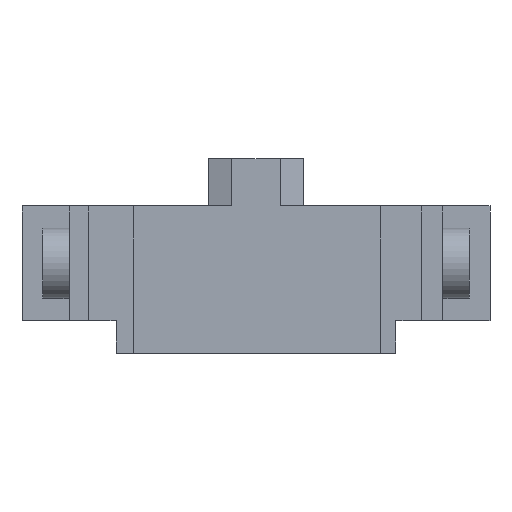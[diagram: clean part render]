
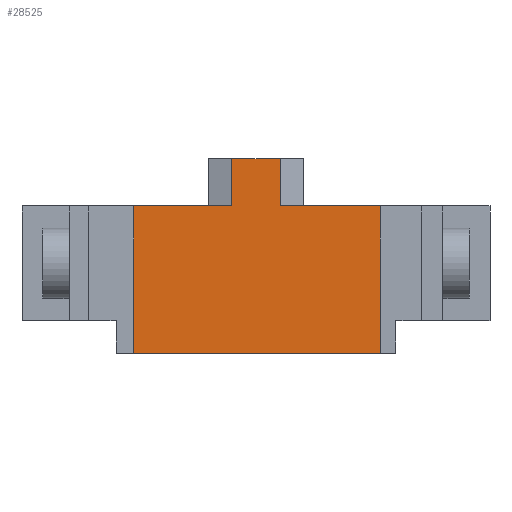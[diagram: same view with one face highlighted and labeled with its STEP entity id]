
A CAD part, front view. The second image highlights one B-rep face of the part: STEP entity #28525.
In plain terms, the highlighted planar face has unit normal (0, -1, 0).
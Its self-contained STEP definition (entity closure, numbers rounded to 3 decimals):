
#2927 = PLANE('',#2928);
#2928 = AXIS2_PLACEMENT_3D('',#2929,#2930,#2931);
#2929 = CARTESIAN_POINT('',(-15.9,-32.,3.4));
#2930 = DIRECTION('',(0.,0.,1.));
#2931 = DIRECTION('',(1.,0.,-0.));
#3792 = PLANE('',#3793);
#3793 = AXIS2_PLACEMENT_3D('',#3794,#3795,#3796);
#3794 = CARTESIAN_POINT('',(8.45,-31.4,3.4));
#3795 = DIRECTION('',(-1.,0.,0.));
#3796 = DIRECTION('',(0.,-1.,0.));
#3820 = PLANE('',#3821);
#3821 = AXIS2_PLACEMENT_3D('',#3822,#3823,#3824);
#3822 = CARTESIAN_POINT('',(-12.7,-31.9,-6.6));
#3823 = DIRECTION('',(0.,0.,-1.));
#3824 = DIRECTION('',(0.,1.,0.));
#5073 = PLANE('',#5074);
#5074 = AXIS2_PLACEMENT_3D('',#5075,#5076,#5077);
#5075 = CARTESIAN_POINT('',(-8.3,-31.3,3.4));
#5076 = DIRECTION('',(-1.,0.,0.));
#5077 = DIRECTION('',(0.,-1.,0.));
#5101 = PLANE('',#5102);
#5102 = AXIS2_PLACEMENT_3D('',#5103,#5104,#5105);
#5103 = CARTESIAN_POINT('',(-15.9,-32.,3.4));
#5104 = DIRECTION('',(0.,0.,1.));
#5105 = DIRECTION('',(1.,0.,-0.));
#7868 = VERTEX_POINT('',#7869);
#7869 = CARTESIAN_POINT('',(1.65,-31.9,3.4));
#7885 = PLANE('',#7886);
#7886 = AXIS2_PLACEMENT_3D('',#7887,#7888,#7889);
#7887 = CARTESIAN_POINT('',(2.45,-31.667,3.4));
#7888 = DIRECTION('',(0.28,-0.96,0.));
#7889 = DIRECTION('',(0.,0.,-1.));
#7897 = EDGE_CURVE('',#7898,#7868,#7900,.T.);
#7898 = VERTEX_POINT('',#7899);
#7899 = CARTESIAN_POINT('',(8.45,-31.9,3.4));
#7900 = SURFACE_CURVE('',#7901,(#7905,#7912),.PCURVE_S1.);
#7901 = LINE('',#7902,#7903);
#7902 = CARTESIAN_POINT('',(12.7,-31.9,3.4));
#7903 = VECTOR('',#7904,1.);
#7904 = DIRECTION('',(-1.,0.,0.));
#7905 = PCURVE('',#2927,#7906);
#7906 = DEFINITIONAL_REPRESENTATION('',(#7907),#7911);
#7907 = LINE('',#7908,#7909);
#7908 = CARTESIAN_POINT('',(28.6,0.1));
#7909 = VECTOR('',#7910,1.);
#7910 = DIRECTION('',(-1.,0.));
#7911 = ( GEOMETRIC_REPRESENTATION_CONTEXT(2) 
PARAMETRIC_REPRESENTATION_CONTEXT() REPRESENTATION_CONTEXT('2D SPACE',''
  ) );
#7912 = PCURVE('',#7913,#7918);
#7913 = PLANE('',#7914);
#7914 = AXIS2_PLACEMENT_3D('',#7915,#7916,#7917);
#7915 = CARTESIAN_POINT('',(9.5,-31.9,-6.6));
#7916 = DIRECTION('',(0.,1.,0.));
#7917 = DIRECTION('',(0.,0.,1.));
#7918 = DEFINITIONAL_REPRESENTATION('',(#7919),#7923);
#7919 = LINE('',#7920,#7921);
#7920 = CARTESIAN_POINT('',(10.,3.2));
#7921 = VECTOR('',#7922,1.);
#7922 = DIRECTION('',(0.,-1.));
#7923 = ( GEOMETRIC_REPRESENTATION_CONTEXT(2) 
PARAMETRIC_REPRESENTATION_CONTEXT() REPRESENTATION_CONTEXT('2D SPACE',''
  ) );
#13072 = VERTEX_POINT('',#13073);
#13073 = CARTESIAN_POINT('',(-8.3,-31.9,-6.6));
#13104 = VERTEX_POINT('',#13105);
#13105 = CARTESIAN_POINT('',(8.45,-31.9,-6.6));
#13126 = EDGE_CURVE('',#13104,#13072,#13127,.T.);
#13127 = SURFACE_CURVE('',#13128,(#13132,#13139),.PCURVE_S1.);
#13128 = LINE('',#13129,#13130);
#13129 = CARTESIAN_POINT('',(8.45,-31.9,-6.6));
#13130 = VECTOR('',#13131,1.);
#13131 = DIRECTION('',(-1.,0.,0.));
#13132 = PCURVE('',#3820,#13133);
#13133 = DEFINITIONAL_REPRESENTATION('',(#13134),#13138);
#13134 = LINE('',#13135,#13136);
#13135 = CARTESIAN_POINT('',(0.,21.15));
#13136 = VECTOR('',#13137,1.);
#13137 = DIRECTION('',(0.,-1.));
#13138 = ( GEOMETRIC_REPRESENTATION_CONTEXT(2) 
PARAMETRIC_REPRESENTATION_CONTEXT() REPRESENTATION_CONTEXT('2D SPACE',''
  ) );
#13139 = PCURVE('',#7913,#13140);
#13140 = DEFINITIONAL_REPRESENTATION('',(#13141),#13145);
#13141 = LINE('',#13142,#13143);
#13142 = CARTESIAN_POINT('',(0.,-1.05));
#13143 = VECTOR('',#13144,1.);
#13144 = DIRECTION('',(0.,-1.));
#13145 = ( GEOMETRIC_REPRESENTATION_CONTEXT(2) 
PARAMETRIC_REPRESENTATION_CONTEXT() REPRESENTATION_CONTEXT('2D SPACE',''
  ) );
#13957 = EDGE_CURVE('',#13104,#7898,#13958,.T.);
#13958 = SURFACE_CURVE('',#13959,(#13963,#13970),.PCURVE_S1.);
#13959 = LINE('',#13960,#13961);
#13960 = CARTESIAN_POINT('',(8.45,-31.9,-0.5));
#13961 = VECTOR('',#13962,1.);
#13962 = DIRECTION('',(0.,-0.,1.));
#13963 = PCURVE('',#3792,#13964);
#13964 = DEFINITIONAL_REPRESENTATION('',(#13965),#13969);
#13965 = LINE('',#13966,#13967);
#13966 = CARTESIAN_POINT('',(0.5,-3.9));
#13967 = VECTOR('',#13968,1.);
#13968 = DIRECTION('',(0.,1.));
#13969 = ( GEOMETRIC_REPRESENTATION_CONTEXT(2) 
PARAMETRIC_REPRESENTATION_CONTEXT() REPRESENTATION_CONTEXT('2D SPACE',''
  ) );
#13970 = PCURVE('',#7913,#13971);
#13971 = DEFINITIONAL_REPRESENTATION('',(#13972),#13976);
#13972 = LINE('',#13973,#13974);
#13973 = CARTESIAN_POINT('',(6.1,-1.05));
#13974 = VECTOR('',#13975,1.);
#13975 = DIRECTION('',(1.,0.));
#13976 = ( GEOMETRIC_REPRESENTATION_CONTEXT(2) 
PARAMETRIC_REPRESENTATION_CONTEXT() REPRESENTATION_CONTEXT('2D SPACE',''
  ) );
#14090 = VERTEX_POINT('',#14091);
#14091 = CARTESIAN_POINT('',(-8.3,-31.9,3.4));
#14112 = EDGE_CURVE('',#14113,#14090,#14115,.T.);
#14113 = VERTEX_POINT('',#14114);
#14114 = CARTESIAN_POINT('',(-1.65,-31.9,3.4));
#14115 = SURFACE_CURVE('',#14116,(#14120,#14127),.PCURVE_S1.);
#14116 = LINE('',#14117,#14118);
#14117 = CARTESIAN_POINT('',(12.7,-31.9,3.4));
#14118 = VECTOR('',#14119,1.);
#14119 = DIRECTION('',(-1.,0.,0.));
#14120 = PCURVE('',#5101,#14121);
#14121 = DEFINITIONAL_REPRESENTATION('',(#14122),#14126);
#14122 = LINE('',#14123,#14124);
#14123 = CARTESIAN_POINT('',(28.6,0.1));
#14124 = VECTOR('',#14125,1.);
#14125 = DIRECTION('',(-1.,0.));
#14126 = ( GEOMETRIC_REPRESENTATION_CONTEXT(2) 
PARAMETRIC_REPRESENTATION_CONTEXT() REPRESENTATION_CONTEXT('2D SPACE',''
  ) );
#14127 = PCURVE('',#7913,#14128);
#14128 = DEFINITIONAL_REPRESENTATION('',(#14129),#14133);
#14129 = LINE('',#14130,#14131);
#14130 = CARTESIAN_POINT('',(10.,3.2));
#14131 = VECTOR('',#14132,1.);
#14132 = DIRECTION('',(0.,-1.));
#14133 = ( GEOMETRIC_REPRESENTATION_CONTEXT(2) 
PARAMETRIC_REPRESENTATION_CONTEXT() REPRESENTATION_CONTEXT('2D SPACE',''
  ) );
#14151 = PLANE('',#14152);
#14152 = AXIS2_PLACEMENT_3D('',#14153,#14154,#14155);
#14153 = CARTESIAN_POINT('',(-2.45,-31.667,3.4));
#14154 = DIRECTION('',(0.28,0.96,0.));
#14155 = DIRECTION('',(0.,0.,-1.));
#18715 = EDGE_CURVE('',#13072,#14090,#18716,.T.);
#18716 = SURFACE_CURVE('',#18717,(#18721,#18728),.PCURVE_S1.);
#18717 = LINE('',#18718,#18719);
#18718 = CARTESIAN_POINT('',(-8.3,-31.9,-0.5));
#18719 = VECTOR('',#18720,1.);
#18720 = DIRECTION('',(0.,-0.,1.));
#18721 = PCURVE('',#5073,#18722);
#18722 = DEFINITIONAL_REPRESENTATION('',(#18723),#18727);
#18723 = LINE('',#18724,#18725);
#18724 = CARTESIAN_POINT('',(0.6,-3.9));
#18725 = VECTOR('',#18726,1.);
#18726 = DIRECTION('',(0.,1.));
#18727 = ( GEOMETRIC_REPRESENTATION_CONTEXT(2) 
PARAMETRIC_REPRESENTATION_CONTEXT() REPRESENTATION_CONTEXT('2D SPACE',''
  ) );
#18728 = PCURVE('',#7913,#18729);
#18729 = DEFINITIONAL_REPRESENTATION('',(#18730),#18734);
#18730 = LINE('',#18731,#18732);
#18731 = CARTESIAN_POINT('',(6.1,-17.8));
#18732 = VECTOR('',#18733,1.);
#18733 = DIRECTION('',(1.,0.));
#18734 = ( GEOMETRIC_REPRESENTATION_CONTEXT(2) 
PARAMETRIC_REPRESENTATION_CONTEXT() REPRESENTATION_CONTEXT('2D SPACE',''
  ) );
#19296 = PLANE('',#19297);
#19297 = AXIS2_PLACEMENT_3D('',#19298,#19299,#19300);
#19298 = CARTESIAN_POINT('',(-1.65,-32.,6.6));
#19299 = DIRECTION('',(0.,0.,1.));
#19300 = DIRECTION('',(1.,0.,-0.));
#20725 = EDGE_CURVE('',#7868,#20726,#20728,.T.);
#20726 = VERTEX_POINT('',#20727);
#20727 = CARTESIAN_POINT('',(1.65,-31.9,6.6));
#20728 = SURFACE_CURVE('',#20729,(#20733,#20740),.PCURVE_S1.);
#20729 = LINE('',#20730,#20731);
#20730 = CARTESIAN_POINT('',(1.65,-31.9,5.));
#20731 = VECTOR('',#20732,1.);
#20732 = DIRECTION('',(-0.,0.,1.));
#20733 = PCURVE('',#7885,#20734);
#20734 = DEFINITIONAL_REPRESENTATION('',(#20735),#20739);
#20735 = LINE('',#20736,#20737);
#20736 = CARTESIAN_POINT('',(-1.6,-0.833));
#20737 = VECTOR('',#20738,1.);
#20738 = DIRECTION('',(-1.,0.));
#20739 = ( GEOMETRIC_REPRESENTATION_CONTEXT(2) 
PARAMETRIC_REPRESENTATION_CONTEXT() REPRESENTATION_CONTEXT('2D SPACE',''
  ) );
#20740 = PCURVE('',#7913,#20741);
#20741 = DEFINITIONAL_REPRESENTATION('',(#20742),#20746);
#20742 = LINE('',#20743,#20744);
#20743 = CARTESIAN_POINT('',(11.6,-7.85));
#20744 = VECTOR('',#20745,1.);
#20745 = DIRECTION('',(1.,0.));
#20746 = ( GEOMETRIC_REPRESENTATION_CONTEXT(2) 
PARAMETRIC_REPRESENTATION_CONTEXT() REPRESENTATION_CONTEXT('2D SPACE',''
  ) );
#28525 = ADVANCED_FACE('',(#28526),#7913,.F.);
#28526 = FACE_BOUND('',#28527,.F.);
#28527 = EDGE_LOOP('',(#28528,#28529,#28530,#28553,#28574,#28575,#28576,
    #28577));
#28528 = ORIENTED_EDGE('',*,*,#18715,.T.);
#28529 = ORIENTED_EDGE('',*,*,#14112,.F.);
#28530 = ORIENTED_EDGE('',*,*,#28531,.F.);
#28531 = EDGE_CURVE('',#28532,#14113,#28534,.T.);
#28532 = VERTEX_POINT('',#28533);
#28533 = CARTESIAN_POINT('',(-1.65,-31.9,6.6));
#28534 = SURFACE_CURVE('',#28535,(#28539,#28546),.PCURVE_S1.);
#28535 = LINE('',#28536,#28537);
#28536 = CARTESIAN_POINT('',(-1.65,-31.9,3.4));
#28537 = VECTOR('',#28538,1.);
#28538 = DIRECTION('',(0.,0.,-1.));
#28539 = PCURVE('',#7913,#28540);
#28540 = DEFINITIONAL_REPRESENTATION('',(#28541),#28545);
#28541 = LINE('',#28542,#28543);
#28542 = CARTESIAN_POINT('',(10.,-11.15));
#28543 = VECTOR('',#28544,1.);
#28544 = DIRECTION('',(-1.,0.));
#28545 = ( GEOMETRIC_REPRESENTATION_CONTEXT(2) 
PARAMETRIC_REPRESENTATION_CONTEXT() REPRESENTATION_CONTEXT('2D SPACE',''
  ) );
#28546 = PCURVE('',#14151,#28547);
#28547 = DEFINITIONAL_REPRESENTATION('',(#28548),#28552);
#28548 = LINE('',#28549,#28550);
#28549 = CARTESIAN_POINT('',(0.,-0.833));
#28550 = VECTOR('',#28551,1.);
#28551 = DIRECTION('',(1.,-0.));
#28552 = ( GEOMETRIC_REPRESENTATION_CONTEXT(2) 
PARAMETRIC_REPRESENTATION_CONTEXT() REPRESENTATION_CONTEXT('2D SPACE',''
  ) );
#28553 = ORIENTED_EDGE('',*,*,#28554,.F.);
#28554 = EDGE_CURVE('',#20726,#28532,#28555,.T.);
#28555 = SURFACE_CURVE('',#28556,(#28560,#28567),.PCURVE_S1.);
#28556 = LINE('',#28557,#28558);
#28557 = CARTESIAN_POINT('',(3.25,-31.9,6.6));
#28558 = VECTOR('',#28559,1.);
#28559 = DIRECTION('',(-1.,0.,0.));
#28560 = PCURVE('',#7913,#28561);
#28561 = DEFINITIONAL_REPRESENTATION('',(#28562),#28566);
#28562 = LINE('',#28563,#28564);
#28563 = CARTESIAN_POINT('',(13.2,-6.25));
#28564 = VECTOR('',#28565,1.);
#28565 = DIRECTION('',(0.,-1.));
#28566 = ( GEOMETRIC_REPRESENTATION_CONTEXT(2) 
PARAMETRIC_REPRESENTATION_CONTEXT() REPRESENTATION_CONTEXT('2D SPACE',''
  ) );
#28567 = PCURVE('',#19296,#28568);
#28568 = DEFINITIONAL_REPRESENTATION('',(#28569),#28573);
#28569 = LINE('',#28570,#28571);
#28570 = CARTESIAN_POINT('',(4.9,0.1));
#28571 = VECTOR('',#28572,1.);
#28572 = DIRECTION('',(-1.,0.));
#28573 = ( GEOMETRIC_REPRESENTATION_CONTEXT(2) 
PARAMETRIC_REPRESENTATION_CONTEXT() REPRESENTATION_CONTEXT('2D SPACE',''
  ) );
#28574 = ORIENTED_EDGE('',*,*,#20725,.F.);
#28575 = ORIENTED_EDGE('',*,*,#7897,.F.);
#28576 = ORIENTED_EDGE('',*,*,#13957,.F.);
#28577 = ORIENTED_EDGE('',*,*,#13126,.T.);
